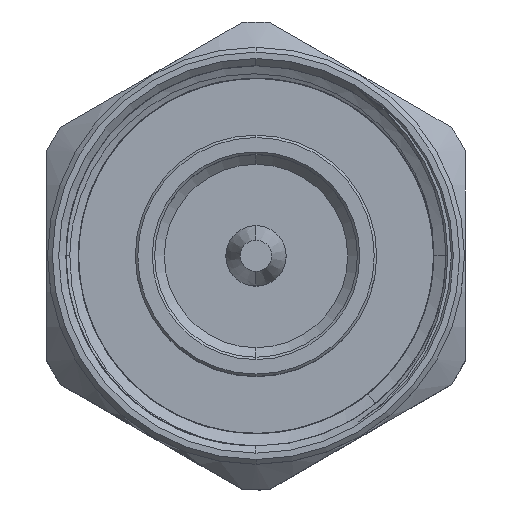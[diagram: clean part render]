
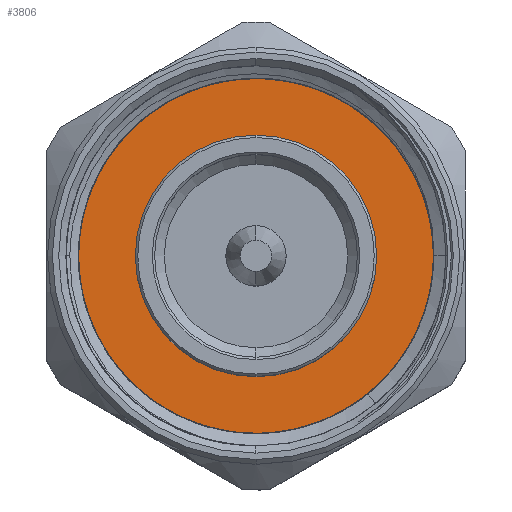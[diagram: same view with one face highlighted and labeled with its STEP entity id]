
A CAD part, top view. The second image highlights one B-rep face of the part: STEP entity #3806.
In plain terms, the highlighted face is planar.
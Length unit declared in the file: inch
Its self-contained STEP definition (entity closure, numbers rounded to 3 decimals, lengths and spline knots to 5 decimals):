
#599 = AXIS2_PLACEMENT_3D ( 'NONE', #7316, #5135, #6656 ) ;
#811 = DIRECTION ( 'NONE',  ( 0., -1., 0. ) ) ;
#954 = VERTEX_POINT ( 'NONE', #6988 ) ;
#1062 = CARTESIAN_POINT ( 'NONE',  ( 0.3317, 0.34356, -0.14563 ) ) ;
#1168 = CARTESIAN_POINT ( 'NONE',  ( 0.3317, -0.14696, -0.36127 ) ) ;
#1221 = CARTESIAN_POINT ( 'NONE',  ( 0.3317, -0.11165, -0.37259 ) ) ;
#1236 = CARTESIAN_POINT ( 'NONE',  ( 0.3317, 0., 0. ) ) ;
#1281 = CARTESIAN_POINT ( 'NONE',  ( 0.3317, 0.29945, -0.22719 ) ) ;
#1707 = CARTESIAN_POINT ( 'NONE',  ( 0.3317, 0.3937, 0. ) ) ;
#1717 = CARTESIAN_POINT ( 'NONE',  ( 0.3317, 0.36833, 0. ) ) ;
#1745 = ORIENTED_EDGE ( 'NONE', *, *, #6734, .T. ) ;
#1752 = FACE_OUTER_BOUND ( 'NONE', #8797, .T. ) ;
#1896 = CARTESIAN_POINT ( 'NONE',  ( 0.3317, 0.35974, -0.0927 ) ) ;
#1953 = CARTESIAN_POINT ( 'NONE',  ( 0.3317, -0.09337, -0.37703 ) ) ;
#2002 = CARTESIAN_POINT ( 'NONE',  ( 0.3317, 0.07264, -0.37827 ) ) ;
#2049 = CARTESIAN_POINT ( 'NONE',  ( 0.3317, -0.01075, -0.38563 ) ) ;
#2497 = CARTESIAN_POINT ( 'NONE',  ( 0.3317, 0.3937, 0. ) ) ;
#2524 = CARTESIAN_POINT ( 'NONE',  ( 0.3317, 0., 0. ) ) ;
#2570 = EDGE_LOOP ( 'NONE', ( #5337, #1745 ) ) ;
#2678 = ORIENTED_EDGE ( 'NONE', *, *, #7621, .T. ) ;
#2723 = CARTESIAN_POINT ( 'NONE',  ( 0.3317, 0.36341, -0.07443 ) ) ;
#2824 = CARTESIAN_POINT ( 'NONE',  ( 0.3317, 0.20734, -0.31787 ) ) ;
#3444 = EDGE_CURVE ( 'NONE', #4708, #5008, #5633, .T. ) ;
#3458 = CARTESIAN_POINT ( 'NONE',  ( 0.3317, 0.32839, -0.17951 ) ) ;
#3508 = CARTESIAN_POINT ( 'NONE',  ( 0.3317, 0.34982, -0.12826 ) ) ;
#3557 = CARTESIAN_POINT ( 'NONE',  ( 0.3317, -0.16408, -0.3544 ) ) ;
#3609 = CARTESIAN_POINT ( 'NONE',  ( 0.3317, 0.17602, -0.33744 ) ) ;
#3754 = DIRECTION ( 'NONE',  ( 1., 0., 0. ) ) ;
#3804 = DIRECTION ( 'NONE',  ( 0., -1., 0. ) ) ;
#3806 = ADVANCED_FACE ( 'NONE', ( #1752, #4801 ), #8080, .T. ) ;
#3873 = EDGE_CURVE ( 'NONE', #5008, #954, #4399, .T. ) ;
#3904 = DIRECTION ( 'NONE',  ( 0., -1., 0. ) ) ;
#3944 = EDGE_CURVE ( 'NONE', #4112, #5098, #4060, .T. ) ;
#4060 = CIRCLE ( 'NONE', #4881, 0.24999 ) ;
#4112 = VERTEX_POINT ( 'NONE', #5603 ) ;
#4371 = CARTESIAN_POINT ( 'NONE',  ( 0.3317, 0.36797, -0.03733 ) ) ;
#4399 = B_SPLINE_CURVE_WITH_KNOTS ( 'NONE', 3,
 ( #8373, #8163, #4371, #2723, #1896, #3508, #1062, #3458, #6670, #1281, #5881, #9149, #9100, #9048, #2824, #3609, #8273, #6819, #2002, #9967, #5046, #5106, #2049, #7389, #8324, #1953, #1221, #1168, #3557, #6719, #9873, #5769, #7542, #6776 ),
 .UNSPECIFIED., .F., .F.,
 ( 4, 2, 2, 2, 2, 2, 2, 2, 2, 2, 2, 2, 2, 2, 2, 2, 4 ),
 ( 0., 0.00142, 0.00284, 0.00426, 0.00568, 0.0071, 0.00853, 0.00995, 0.01137, 0.01421, 0.01492, 0.01563, 0.01705, 0.01847, 0.01989, 0.02131, 0.02273 ),
 .UNSPECIFIED. ) ;
#4674 = CARTESIAN_POINT ( 'NONE',  ( 0.3317, 0., 0. ) ) ;
#4676 = DIRECTION ( 'NONE',  ( 1., 0., 0. ) ) ;
#4708 = VERTEX_POINT ( 'NONE', #2497 ) ;
#4710 = VECTOR ( 'NONE', #6430, 39.37008 ) ;
#4801 = FACE_BOUND ( 'NONE', #2570, .T. ) ;
#4881 = AXIS2_PLACEMENT_3D ( 'NONE', #8624, #4676, #3904 ) ;
#4910 = AXIS2_PLACEMENT_3D ( 'NONE', #2524, #8794, #811 ) ;
#5008 = VERTEX_POINT ( 'NONE', #1717 ) ;
#5046 = CARTESIAN_POINT ( 'NONE',  ( 0.3317, 0.01709, -0.38465 ) ) ;
#5098 = VERTEX_POINT ( 'NONE', #6704 ) ;
#5106 = CARTESIAN_POINT ( 'NONE',  ( 0.3317, -0.00149, -0.38553 ) ) ;
#5118 = EDGE_CURVE ( 'NONE', #954, #7382, #9047, .T. ) ;
#5135 = DIRECTION ( 'NONE',  ( -1., 0., 0. ) ) ;
#5272 = DIRECTION ( 'NONE',  ( 0., -1., 0. ) ) ;
#5337 = ORIENTED_EDGE ( 'NONE', *, *, #3944, .T. ) ;
#5534 = AXIS2_PLACEMENT_3D ( 'NONE', #1236, #8390, #5272 ) ;
#5554 = AXIS2_PLACEMENT_3D ( 'NONE', #4674, #3754, #3804 ) ;
#5603 = CARTESIAN_POINT ( 'NONE',  ( 0.3317, -0.24999, 0. ) ) ;
#5633 = LINE ( 'NONE', #1707, #4710 ) ;
#5769 = CARTESIAN_POINT ( 'NONE',  ( 0.3317, -0.24435, -0.30799 ) ) ;
#5881 = CARTESIAN_POINT ( 'NONE',  ( 0.3317, 0.28835, -0.24193 ) ) ;
#6078 = CIRCLE ( 'NONE', #4910, 0.3937 ) ;
#6430 = DIRECTION ( 'NONE',  ( 0., -1., 0. ) ) ;
#6598 = CARTESIAN_POINT ( 'NONE',  ( 0.3317, -0.3937, 0. ) ) ;
#6656 = DIRECTION ( 'NONE',  ( 0., -1., 0. ) ) ;
#6670 = CARTESIAN_POINT ( 'NONE',  ( 0.3317, 0.31944, -0.19606 ) ) ;
#6704 = CARTESIAN_POINT ( 'NONE',  ( 0.3317, 0.24999, 0. ) ) ;
#6719 = CARTESIAN_POINT ( 'NONE',  ( 0.3317, -0.19728, -0.33825 ) ) ;
#6734 = EDGE_CURVE ( 'NONE', #5098, #4112, #7070, .T. ) ;
#6776 = CARTESIAN_POINT ( 'NONE',  ( 0.3317, -0.27282, -0.28385 ) ) ;
#6819 = CARTESIAN_POINT ( 'NONE',  ( 0.3317, 0.10823, -0.36857 ) ) ;
#6988 = CARTESIAN_POINT ( 'NONE',  ( 0.3317, -0.27282, -0.28385 ) ) ;
#7070 = CIRCLE ( 'NONE', #5554, 0.24999 ) ;
#7316 = CARTESIAN_POINT ( 'NONE',  ( 0.3317, 0., 0. ) ) ;
#7382 = VERTEX_POINT ( 'NONE', #6598 ) ;
#7389 = CARTESIAN_POINT ( 'NONE',  ( 0.3317, -0.03846, -0.38495 ) ) ;
#7542 = CARTESIAN_POINT ( 'NONE',  ( 0.3317, -0.259, -0.29645 ) ) ;
#7621 = EDGE_CURVE ( 'NONE', #7382, #4708, #6078, .T. ) ;
#8042 = ORIENTED_EDGE ( 'NONE', *, *, #5118, .T. ) ;
#8080 = PLANE ( 'NONE',  #5534 ) ;
#8163 = CARTESIAN_POINT ( 'NONE',  ( 0.3317, 0.36886, -0.01871 ) ) ;
#8273 = CARTESIAN_POINT ( 'NONE',  ( 0.3317, 0.15955, -0.34614 ) ) ;
#8324 = CARTESIAN_POINT ( 'NONE',  ( 0.3317, -0.05683, -0.38319 ) ) ;
#8373 = CARTESIAN_POINT ( 'NONE',  ( 0.3317, 0.36833, 0. ) ) ;
#8390 = DIRECTION ( 'NONE',  ( -1., 0., 0. ) ) ;
#8624 = CARTESIAN_POINT ( 'NONE',  ( 0.3317, 0., 0. ) ) ;
#8794 = DIRECTION ( 'NONE',  ( -1., 0., 0. ) ) ;
#8797 = EDGE_LOOP ( 'NONE', ( #9629, #9362, #8042, #2678 ) ) ;
#9047 = CIRCLE ( 'NONE', #599, 0.3937 ) ;
#9048 = CARTESIAN_POINT ( 'NONE',  ( 0.3317, 0.22225, -0.30698 ) ) ;
#9100 = CARTESIAN_POINT ( 'NONE',  ( 0.3317, 0.25057, -0.28294 ) ) ;
#9149 = CARTESIAN_POINT ( 'NONE',  ( 0.3317, 0.26397, -0.26976 ) ) ;
#9362 = ORIENTED_EDGE ( 'NONE', *, *, #3873, .T. ) ;
#9629 = ORIENTED_EDGE ( 'NONE', *, *, #3444, .T. ) ;
#9873 = CARTESIAN_POINT ( 'NONE',  ( 0.3317, -0.21342, -0.32895 ) ) ;
#9967 = CARTESIAN_POINT ( 'NONE',  ( 0.3317, 0.02643, -0.38387 ) ) ;
